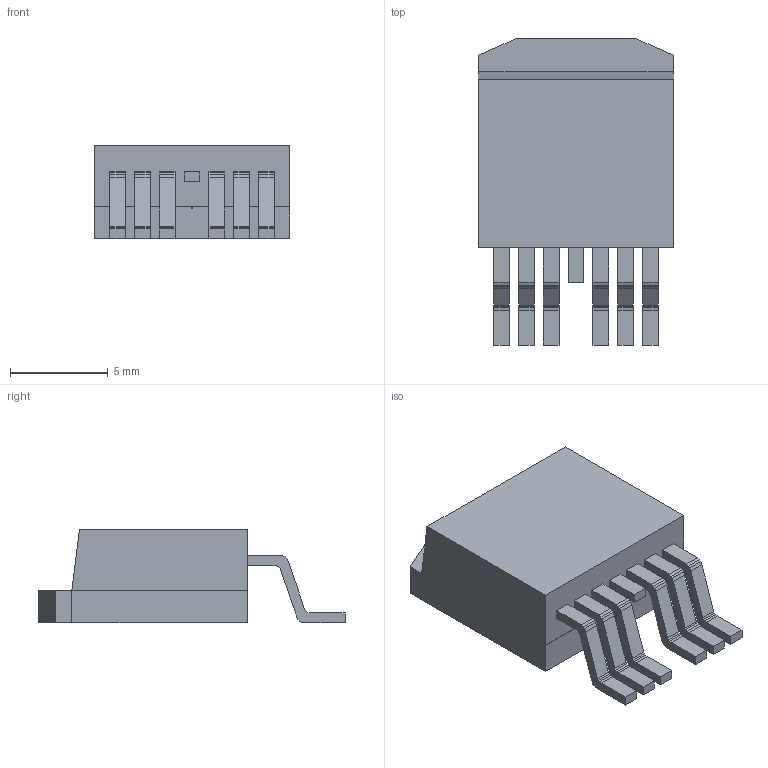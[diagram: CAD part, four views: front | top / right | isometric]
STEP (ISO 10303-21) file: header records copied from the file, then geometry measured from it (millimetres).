
FILE_DESCRIPTION(('FreeCAD Model'),'2;1');
FILE_NAME('TO-263-7-6Lead.step','2016-11-15T14:47:14',('Author'),(''), 'Open CASCADE STEP processor 6.8','FreeCAD','Unknown');
FILE_SCHEMA(('AUTOMOTIVE_DESIGN_CC2 { 1 2 10303 214 -1 1 5 4 }'));
Length unit declared in the file: millimetre
Products named in the file (1): Fusion002
Bounding box: 10 x 15.67 x 4.79 mm (x, y, z)
Volume: 467.2 mm3; surface area: 505 mm2
Topology: 1 solids, 1 shells, 159 faces, 447 edges, 298 vertices
Faces by surface type: plane 159
Entity records: 10853 total; most frequent: CARTESIAN_POINT 1799, DIRECTION 1661, LINE 1341, VECTOR 1341, ORIENTED_EDGE 894, PCURVE 894, DEFINITIONAL_REPRESENTATION 894, EDGE_CURVE 447
